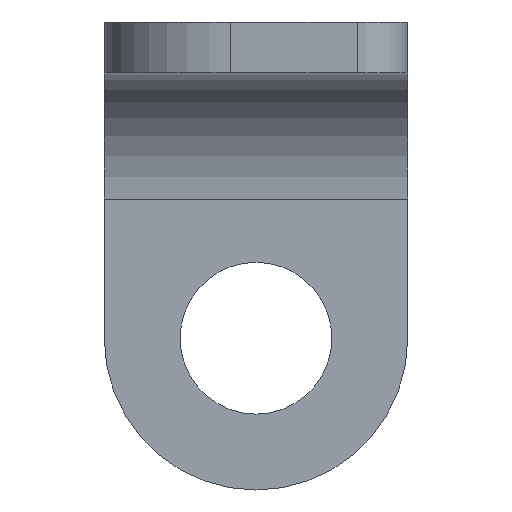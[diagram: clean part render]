
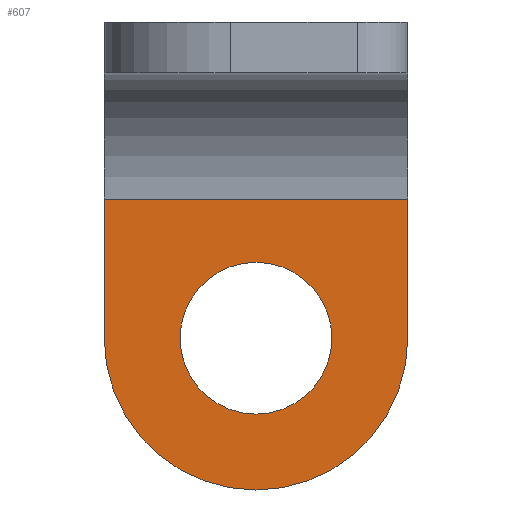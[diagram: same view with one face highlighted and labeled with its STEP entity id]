
A CAD part, front view. The second image highlights one B-rep face of the part: STEP entity #607.
In plain terms, the highlighted planar face has unit normal (0, -1, 0).
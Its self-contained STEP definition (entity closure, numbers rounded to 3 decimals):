
#21=FACE_BOUND('',#103,.T.);
#36=PLANE('',#683);
#66=FACE_OUTER_BOUND('',#102,.T.);
#102=EDGE_LOOP('',(#558,#559,#560,#561));
#103=EDGE_LOOP('',(#562));
#134=CIRCLE('',#679,3.);
#135=CIRCLE('',#682,6.);
#159=LINE('',#942,#214);
#173=LINE('',#984,#228);
#183=LINE('',#1006,#238);
#214=VECTOR('',#759,10.);
#228=VECTOR('',#797,10.);
#238=VECTOR('',#817,10.);
#270=VERTEX_POINT('',#935);
#273=VERTEX_POINT('',#940);
#289=VERTEX_POINT('',#983);
#296=VERTEX_POINT('',#1004);
#301=VERTEX_POINT('',#1032);
#339=EDGE_CURVE('',#273,#270,#159,.T.);
#361=EDGE_CURVE('',#270,#289,#173,.T.);
#373=EDGE_CURVE('',#296,#273,#183,.T.);
#387=EDGE_CURVE('',#301,#301,#134,.T.);
#388=EDGE_CURVE('',#289,#296,#135,.T.);
#558=ORIENTED_EDGE('',*,*,#339,.F.);
#559=ORIENTED_EDGE('',*,*,#373,.F.);
#560=ORIENTED_EDGE('',*,*,#388,.F.);
#561=ORIENTED_EDGE('',*,*,#361,.F.);
#562=ORIENTED_EDGE('',*,*,#387,.F.);
#607=ADVANCED_FACE('',(#66,#21),#36,.F.);
#679=AXIS2_PLACEMENT_3D('',#1034,#855,#856);
#682=AXIS2_PLACEMENT_3D('',#1037,#861,#862);
#683=AXIS2_PLACEMENT_3D('',#1038,#863,#864);
#759=DIRECTION('',(1.,0.,0.));
#797=DIRECTION('',(0.,0.,-1.));
#817=DIRECTION('',(0.,0.,1.));
#855=DIRECTION('center_axis',(0.,-1.,0.));
#856=DIRECTION('ref_axis',(1.,0.,0.));
#861=DIRECTION('center_axis',(0.,1.,0.));
#862=DIRECTION('ref_axis',(1.,0.,0.));
#863=DIRECTION('center_axis',(0.,1.,0.));
#864=DIRECTION('ref_axis',(1.,0.,0.));
#935=CARTESIAN_POINT('',(6.,0.,5.5));
#940=CARTESIAN_POINT('',(-6.,0.,5.5));
#942=CARTESIAN_POINT('',(-3.,0.,5.5));
#983=CARTESIAN_POINT('',(6.,0.,0.));
#984=CARTESIAN_POINT('',(6.,0.,10.5));
#1004=CARTESIAN_POINT('',(-6.,0.,0.));
#1006=CARTESIAN_POINT('',(-6.,0.,0.));
#1032=CARTESIAN_POINT('',(-3.,0.,0.));
#1034=CARTESIAN_POINT('Origin',(0.,0.,0.));
#1037=CARTESIAN_POINT('Origin',(0.,0.,0.));
#1038=CARTESIAN_POINT('Origin',(0.,0.,3.25));
